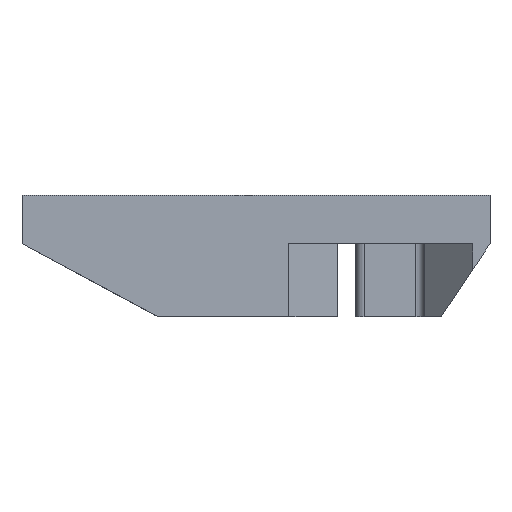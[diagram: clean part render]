
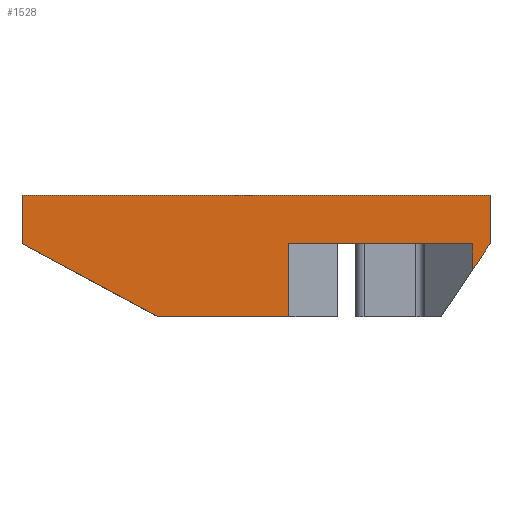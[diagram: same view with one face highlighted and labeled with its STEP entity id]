
A CAD part, left-side view. The second image highlights one B-rep face of the part: STEP entity #1528.
In plain terms, the highlighted planar face has unit normal (-1, 0, 0).
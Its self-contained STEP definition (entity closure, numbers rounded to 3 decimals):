
#17 = DIRECTION ( 'NONE',  ( 0., 0., 1. ) ) ;
#24 = DIRECTION ( 'NONE',  ( 0., 0., 1. ) ) ;
#76 = DIRECTION ( 'NONE',  ( 0., 0., -1. ) ) ;
#95 = VERTEX_POINT ( 'NONE', #1601 ) ;
#127 = CARTESIAN_POINT ( 'NONE',  ( -9.6, -1.35, -6. ) ) ;
#139 = CARTESIAN_POINT ( 'NONE',  ( -9.6, 9.6, -4. ) ) ;
#165 = EDGE_CURVE ( 'NONE', #95, #234, #534, .T. ) ;
#192 = CARTESIAN_POINT ( 'NONE',  ( -9.6, -8.9, -7.051 ) ) ;
#207 = ORIENTED_EDGE ( 'NONE', *, *, #427, .T. ) ;
#220 = VECTOR ( 'NONE', #17, 1000. ) ;
#234 = VERTEX_POINT ( 'NONE', #1638 ) ;
#239 = ORIENTED_EDGE ( 'NONE', *, *, #1429, .T. ) ;
#262 = ORIENTED_EDGE ( 'NONE', *, *, #951, .F. ) ;
#266 = VECTOR ( 'NONE', #24, 1000. ) ;
#276 = VECTOR ( 'NONE', #876, 1000. ) ;
#290 = VERTEX_POINT ( 'NONE', #1305 ) ;
#296 = VERTEX_POINT ( 'NONE', #1505 ) ;
#316 = DIRECTION ( 'NONE',  ( 0., -0.881, -0.472 ) ) ;
#406 = LINE ( 'NONE', #912, #588 ) ;
#427 = EDGE_CURVE ( 'NONE', #296, #1589, #552, .T. ) ;
#469 = DIRECTION ( 'NONE',  ( 0., 0., 1. ) ) ;
#470 = VECTOR ( 'NONE', #76, 1000. ) ;
#492 = VERTEX_POINT ( 'NONE', #1483 ) ;
#502 = LINE ( 'NONE', #127, #220 ) ;
#534 = LINE ( 'NONE', #1022, #266 ) ;
#538 = DIRECTION ( 'NONE',  ( -1., 0., 0. ) ) ;
#552 = LINE ( 'NONE', #1571, #927 ) ;
#563 = CARTESIAN_POINT ( 'NONE',  ( -9.6, -9.601, -6. ) ) ;
#588 = VECTOR ( 'NONE', #932, 1000. ) ;
#633 = PLANE ( 'NONE',  #1378 ) ;
#653 = ORIENTED_EDGE ( 'NONE', *, *, #1591, .T. ) ;
#713 = LINE ( 'NONE', #1599, #1182 ) ;
#811 = LINE ( 'NONE', #1320, #965 ) ;
#835 = VERTEX_POINT ( 'NONE', #1063 ) ;
#876 = DIRECTION ( 'NONE',  ( 0., 1., 0. ) ) ;
#880 = EDGE_CURVE ( 'NONE', #492, #1096, #1470, .T. ) ;
#902 = FACE_OUTER_BOUND ( 'NONE', #942, .T. ) ;
#912 = CARTESIAN_POINT ( 'NONE',  ( -9.6, -9.6, -6. ) ) ;
#927 = VECTOR ( 'NONE', #316, 1000. ) ;
#928 = ORIENTED_EDGE ( 'NONE', *, *, #1356, .T. ) ;
#932 = DIRECTION ( 'NONE',  ( 0., -1., 0. ) ) ;
#942 = EDGE_LOOP ( 'NONE', ( #1053, #1082, #1539, #928, #262, #207, #1210, #239, #653 ) ) ;
#951 = EDGE_CURVE ( 'NONE', #296, #1537, #713, .T. ) ;
#952 = LINE ( 'NONE', #563, #1012 ) ;
#965 = VECTOR ( 'NONE', #1431, 1000. ) ;
#990 = EDGE_CURVE ( 'NONE', #1589, #290, #811, .T. ) ;
#1012 = VECTOR ( 'NONE', #1092, 1000. ) ;
#1022 = CARTESIAN_POINT ( 'NONE',  ( -9.6, -9.6, -6. ) ) ;
#1044 = CARTESIAN_POINT ( 'NONE',  ( -9.6, 4., -9. ) ) ;
#1053 = ORIENTED_EDGE ( 'NONE', *, *, #880, .T. ) ;
#1063 = CARTESIAN_POINT ( 'NONE',  ( -9.6, -1.35, -6. ) ) ;
#1082 = ORIENTED_EDGE ( 'NONE', *, *, #1629, .T. ) ;
#1092 = DIRECTION ( 'NONE',  ( 0., -0.555, 0.832 ) ) ;
#1096 = VERTEX_POINT ( 'NONE', #192 ) ;
#1160 = DIRECTION ( 'NONE',  ( 0., 0., 1. ) ) ;
#1182 = VECTOR ( 'NONE', #469, 1000. ) ;
#1210 = ORIENTED_EDGE ( 'NONE', *, *, #990, .T. ) ;
#1228 = CARTESIAN_POINT ( 'NONE',  ( -9.6, -8.9, -6. ) ) ;
#1305 = CARTESIAN_POINT ( 'NONE',  ( -9.6, -1.35, -9. ) ) ;
#1320 = CARTESIAN_POINT ( 'NONE',  ( -9.6, 4., -9. ) ) ;
#1356 = EDGE_CURVE ( 'NONE', #234, #1537, #1502, .T. ) ;
#1378 = AXIS2_PLACEMENT_3D ( 'NONE', #1396, #538, #1160 ) ;
#1396 = CARTESIAN_POINT ( 'NONE',  ( -9.6, -9.6, -6. ) ) ;
#1429 = EDGE_CURVE ( 'NONE', #290, #835, #502, .T. ) ;
#1431 = DIRECTION ( 'NONE',  ( 0., -1., 0. ) ) ;
#1470 = LINE ( 'NONE', #1228, #470 ) ;
#1483 = CARTESIAN_POINT ( 'NONE',  ( -9.6, -8.9, -6. ) ) ;
#1502 = LINE ( 'NONE', #1634, #276 ) ;
#1505 = CARTESIAN_POINT ( 'NONE',  ( -9.6, 9.6, -6. ) ) ;
#1528 = ADVANCED_FACE ( 'NONE', ( #902 ), #633, .T. ) ;
#1537 = VERTEX_POINT ( 'NONE', #139 ) ;
#1539 = ORIENTED_EDGE ( 'NONE', *, *, #165, .T. ) ;
#1571 = CARTESIAN_POINT ( 'NONE',  ( -9.6, 9.6, -6. ) ) ;
#1589 = VERTEX_POINT ( 'NONE', #1044 ) ;
#1591 = EDGE_CURVE ( 'NONE', #835, #492, #406, .T. ) ;
#1599 = CARTESIAN_POINT ( 'NONE',  ( -9.6, 9.6, -6. ) ) ;
#1601 = CARTESIAN_POINT ( 'NONE',  ( -9.6, -9.6, -6.001 ) ) ;
#1629 = EDGE_CURVE ( 'NONE', #1096, #95, #952, .T. ) ;
#1634 = CARTESIAN_POINT ( 'NONE',  ( -9.6, -9.6, -4. ) ) ;
#1638 = CARTESIAN_POINT ( 'NONE',  ( -9.6, -9.6, -4. ) ) ;
